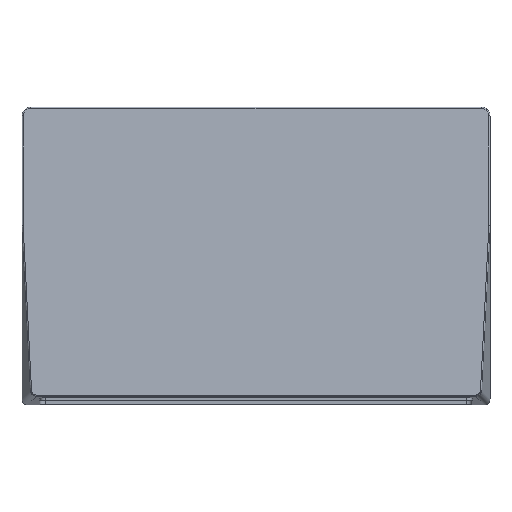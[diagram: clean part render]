
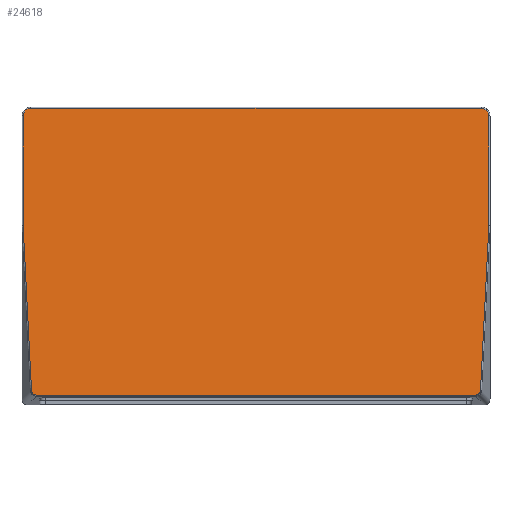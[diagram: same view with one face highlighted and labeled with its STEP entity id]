
A CAD part, front view. The second image highlights one B-rep face of the part: STEP entity #24618.
In plain terms, the highlighted planar face has unit normal (0, -0.995, 0.098).
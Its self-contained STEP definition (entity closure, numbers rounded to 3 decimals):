
#543=PLANE('',#26088);
#1397=FACE_OUTER_BOUND('',#2828,.T.);
#2828=EDGE_LOOP('',(#16641,#16642,#16643,#16644,#16645,#16646,#16647,#16648,
#16649,#16650));
#4528=ELLIPSE('',#26048,3.386,3.25);
#4530=ELLIPSE('',#26053,3.386,3.25);
#4535=ELLIPSE('',#26062,5.275,5.25);
#4537=ELLIPSE('',#26067,5.275,5.25);
#6337=LINE('',#37644,#8237);
#6338=LINE('',#37680,#8238);
#6340=LINE('',#37714,#8240);
#6342=LINE('',#37720,#8242);
#6345=LINE('',#37766,#8245);
#6347=LINE('',#37805,#8247);
#8237=VECTOR('',#29281,10.);
#8238=VECTOR('',#29294,10.);
#8240=VECTOR('',#29304,10.);
#8242=VECTOR('',#29310,10.);
#8245=VECTOR('',#29327,10.);
#8247=VECTOR('',#29337,10.);
#10138=VERTEX_POINT('',#37641);
#10139=VERTEX_POINT('',#37643);
#10141=VERTEX_POINT('',#37672);
#10143=VERTEX_POINT('',#37678);
#10145=VERTEX_POINT('',#37708);
#10146=VERTEX_POINT('',#37713);
#10148=VERTEX_POINT('',#37719);
#10151=VERTEX_POINT('',#37756);
#10153=VERTEX_POINT('',#37762);
#10155=VERTEX_POINT('',#37797);
#12759=EDGE_CURVE('',#10138,#10139,#6337,.T.);
#12762=EDGE_CURVE('',#10141,#10138,#4528,.T.);
#12765=EDGE_CURVE('',#10143,#10141,#6338,.T.);
#12768=EDGE_CURVE('',#10145,#10143,#4530,.T.);
#12770=EDGE_CURVE('',#10146,#10145,#6340,.T.);
#12773=EDGE_CURVE('',#10139,#10148,#6342,.T.);
#12779=EDGE_CURVE('',#10148,#10151,#4535,.T.);
#12782=EDGE_CURVE('',#10151,#10153,#6345,.T.);
#12785=EDGE_CURVE('',#10153,#10155,#4537,.T.);
#12787=EDGE_CURVE('',#10155,#10146,#6347,.T.);
#16641=ORIENTED_EDGE('',*,*,#12759,.F.);
#16642=ORIENTED_EDGE('',*,*,#12762,.F.);
#16643=ORIENTED_EDGE('',*,*,#12765,.F.);
#16644=ORIENTED_EDGE('',*,*,#12768,.F.);
#16645=ORIENTED_EDGE('',*,*,#12770,.F.);
#16646=ORIENTED_EDGE('',*,*,#12787,.F.);
#16647=ORIENTED_EDGE('',*,*,#12785,.F.);
#16648=ORIENTED_EDGE('',*,*,#12782,.F.);
#16649=ORIENTED_EDGE('',*,*,#12779,.F.);
#16650=ORIENTED_EDGE('',*,*,#12773,.F.);
#24618=ADVANCED_FACE('',(#1397),#543,.F.);
#26048=AXIS2_PLACEMENT_3D('',#37674,#29286,#29287);
#26053=AXIS2_PLACEMENT_3D('',#37710,#29298,#29299);
#26062=AXIS2_PLACEMENT_3D('',#37760,#29320,#29321);
#26067=AXIS2_PLACEMENT_3D('',#37801,#29332,#29333);
#26088=AXIS2_PLACEMENT_3D('',#37887,#29392,#29393);
#29281=DIRECTION('',(-0.051,0.098,0.994));
#29286=DIRECTION('center_axis',(0.,0.995,-0.098));
#29287=DIRECTION('ref_axis',(-0.853,-0.051,-0.519));
#29294=DIRECTION('',(-1.,0.,0.));
#29298=DIRECTION('center_axis',(0.,0.995,-0.098));
#29299=DIRECTION('ref_axis',(0.853,-0.051,-0.519));
#29304=DIRECTION('',(-0.051,-0.098,-0.994));
#29310=DIRECTION('',(0.,0.098,0.995));
#29320=DIRECTION('center_axis',(0.,0.995,-0.098));
#29321=DIRECTION('ref_axis',(0.,0.098,0.995));
#29327=DIRECTION('',(1.,0.,0.));
#29332=DIRECTION('center_axis',(0.,0.995,-0.098));
#29333=DIRECTION('ref_axis',(0.,0.098,0.995));
#29337=DIRECTION('',(0.,-0.098,-0.995));
#29392=DIRECTION('center_axis',(0.,0.995,-0.098));
#29393=DIRECTION('ref_axis',(0.,0.098,0.995));
#37641=CARTESIAN_POINT('',(6.398,-37.743,9.632));
#37643=CARTESIAN_POINT('',(0.75,-26.839,120.689));
#37644=CARTESIAN_POINT('',(2.15,-29.542,93.16));
#37672=CARTESIAN_POINT('',(9.621,-38.037,6.641));
#37674=CARTESIAN_POINT('Origin',(9.743,-37.716,9.913));
#37678=CARTESIAN_POINT('',(304.704,-38.037,6.641));
#37680=CARTESIAN_POINT('',(235.744,-38.037,6.641));
#37708=CARTESIAN_POINT('',(307.927,-37.743,9.632));
#37710=CARTESIAN_POINT('Origin',(304.582,-37.716,9.913));
#37713=CARTESIAN_POINT('',(313.575,-26.839,120.689));
#37714=CARTESIAN_POINT('',(312.175,-29.542,93.16));
#37719=CARTESIAN_POINT('',(0.75,-19.632,194.098));
#37720=CARTESIAN_POINT('',(0.75,-23.822,151.422));
#37756=CARTESIAN_POINT('',(6.,-19.116,199.348));
#37760=CARTESIAN_POINT('Origin',(6.,-19.632,194.098));
#37762=CARTESIAN_POINT('',(308.325,-19.116,199.348));
#37766=CARTESIAN_POINT('',(235.744,-19.116,199.348));
#37797=CARTESIAN_POINT('',(313.575,-19.632,194.098));
#37801=CARTESIAN_POINT('Origin',(308.325,-19.632,194.098));
#37805=CARTESIAN_POINT('',(313.575,-33.548,52.365));
#37887=CARTESIAN_POINT('Origin',(157.163,-28.776,100.967));
